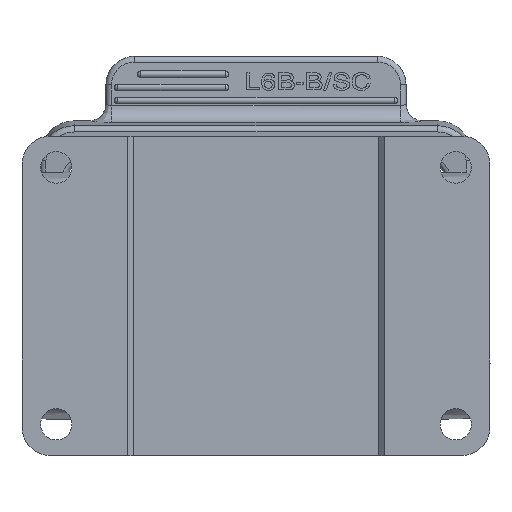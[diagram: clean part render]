
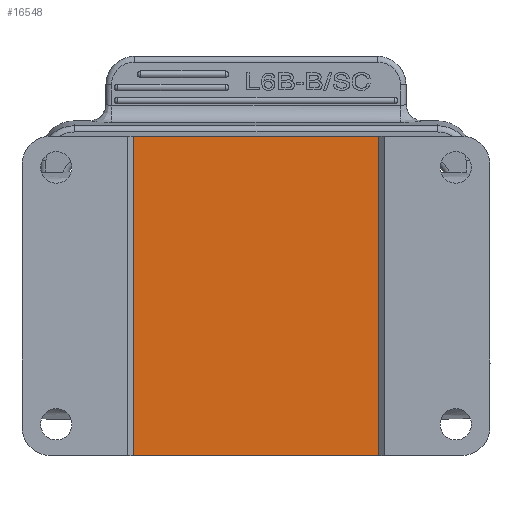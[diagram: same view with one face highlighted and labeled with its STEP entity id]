
A CAD part, front view. The second image highlights one B-rep face of the part: STEP entity #16548.
In plain terms, the highlighted planar face has unit normal (0, -1, 0).
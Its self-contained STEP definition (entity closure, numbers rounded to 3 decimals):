
#1424=DIRECTION('',(-1.,0.,0.));
#1425=VECTOR('',#1424,43.);
#1426=CARTESIAN_POINT('',(63.5,1.,-56.));
#1427=LINE('',#1426,#1425);
#1428=DIRECTION('',(1.,0.,0.));
#1429=VECTOR('',#1428,43.);
#1430=CARTESIAN_POINT('',(20.5,1.,
0.));
#1431=LINE('',#1430,#1429);
#1432=DIRECTION('',(0.,0.,-1.));
#1433=VECTOR('',#1432,56.);
#1434=CARTESIAN_POINT('',(63.5,1.,
0.));
#1435=LINE('',#1434,#1433);
#1436=DIRECTION('',(0.,0.,-1.));
#1437=VECTOR('',#1436,56.);
#1438=CARTESIAN_POINT('',(20.5,1.,
0.));
#1439=LINE('',#1438,#1437);
#12165=CARTESIAN_POINT('',(20.5,1.,-56.));
#12167=VERTEX_POINT('',#12165);
#12168=CARTESIAN_POINT('',(63.5,1.,-56.));
#12170=VERTEX_POINT('',#12168);
#12261=CARTESIAN_POINT('',(63.5,1.,
0.));
#12263=VERTEX_POINT('',#12261);
#12264=CARTESIAN_POINT('',(20.5,1.,
0.));
#12266=VERTEX_POINT('',#12264);
#16536=CARTESIAN_POINT('',(42.,1.,-28.));
#16537=DIRECTION('',(0.,1.,0.));
#16538=DIRECTION('',(0.,0.,1.));
#16539=AXIS2_PLACEMENT_3D('',#16536,#16537,#16538);
#16540=PLANE('',#16539);
#16541=ORIENTED_EDGE('',*,*,#15761,.T.);
#16543=ORIENTED_EDGE('',*,*,#16542,.F.);
#16544=ORIENTED_EDGE('',*,*,#16472,.T.);
#16545=ORIENTED_EDGE('',*,*,#16528,.T.);
#16546=EDGE_LOOP('',(#16541,#16543,#16544,#16545));
#16547=FACE_OUTER_BOUND('',#16546,.F.);
#15761=EDGE_CURVE('',#12170,#12167,#1427,.T.);
#16472=EDGE_CURVE('',#12266,#12263,#1431,.T.);
#16528=EDGE_CURVE('',#12263,#12170,#1435,.T.);
#16542=EDGE_CURVE('',#12266,#12167,#1439,.T.);
#16548=ADVANCED_FACE('',(#16547),#16540,.F.);
